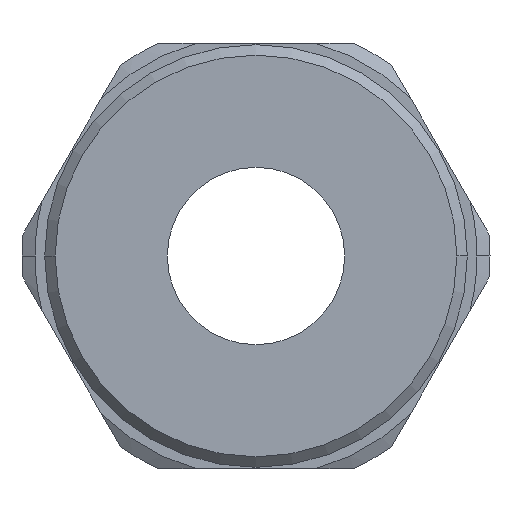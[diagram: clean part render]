
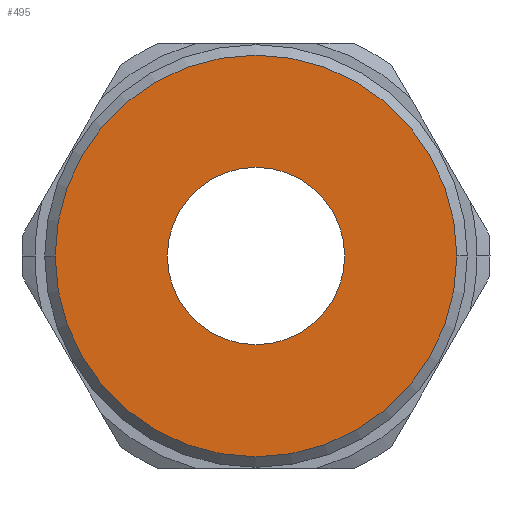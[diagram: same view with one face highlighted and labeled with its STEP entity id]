
A CAD part, left-side view. The second image highlights one B-rep face of the part: STEP entity #495.
In plain terms, the highlighted planar face has unit normal (-1, 0, 0).
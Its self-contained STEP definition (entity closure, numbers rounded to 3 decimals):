
#271 = VERTEX_POINT( '', #781 );
#341 = EDGE_CURVE( '', #721, #271, #858, .T. );
#385 = EDGE_CURVE( '', #599, #513, #907, .T. );
#405 = EDGE_CURVE( '', #271, #721, #930, .T. );
#477 = EDGE_CURVE( '', #513, #599, #1010, .T. );
#495 = ADVANCED_FACE( '', ( #1029, #1030 ), #1031, .T. );
#513 = VERTEX_POINT( '', #1051 );
#599 = VERTEX_POINT( '', #1148 );
#721 = VERTEX_POINT( '', #1282 );
#781 = CARTESIAN_POINT( '', ( 0., -28.328, 0. ) );
#858 = CIRCLE( '', #1466, 28.328 );
#907 = CIRCLE( '', #1564, 12.5 );
#930 = CIRCLE( '', #1603, 28.328 );
#1010 = CIRCLE( '', #1736, 12.5 );
#1029 = FACE_BOUND( '', #1769, .T. );
#1030 = FACE_OUTER_BOUND( '', #1770, .T. );
#1031 = PLANE( '', #1771 );
#1051 = CARTESIAN_POINT( '', ( 0., -12.5, 0. ) );
#1148 = CARTESIAN_POINT( '', ( 0., 12.5, 0. ) );
#1282 = CARTESIAN_POINT( '', ( 0., 28.328, 0. ) );
#1466 = AXIS2_PLACEMENT_3D( '', #2334, #2335, #2336 );
#1564 = AXIS2_PLACEMENT_3D( '', #2403, #2404, #2405 );
#1603 = AXIS2_PLACEMENT_3D( '', #2435, #2436, #2437 );
#1736 = AXIS2_PLACEMENT_3D( '', #2521, #2522, #2523 );
#1769 = EDGE_LOOP( '', ( #2540, #2541 ) );
#1770 = EDGE_LOOP( '', ( #2542, #2543 ) );
#1771 = AXIS2_PLACEMENT_3D( '', #2544, #2545, #2546 );
#2334 = CARTESIAN_POINT( '', ( 0., 0., 0. ) );
#2335 = DIRECTION( '', ( -1., 0., 0. ) );
#2336 = DIRECTION( '', ( 0., 1., 0. ) );
#2403 = CARTESIAN_POINT( '', ( 0., 0., 0. ) );
#2404 = DIRECTION( '', ( -1., 0., 0. ) );
#2405 = DIRECTION( '', ( 0., 1., 0. ) );
#2435 = CARTESIAN_POINT( '', ( 0., 0., 0. ) );
#2436 = DIRECTION( '', ( -1., 0., 0. ) );
#2437 = DIRECTION( '', ( 0., 1., 0. ) );
#2521 = CARTESIAN_POINT( '', ( 0., 0., 0. ) );
#2522 = DIRECTION( '', ( -1., 0., 0. ) );
#2523 = DIRECTION( '', ( 0., 1., 0. ) );
#2540 = ORIENTED_EDGE( '', *, *, #385, .F. );
#2541 = ORIENTED_EDGE( '', *, *, #477, .F. );
#2542 = ORIENTED_EDGE( '', *, *, #341, .T. );
#2543 = ORIENTED_EDGE( '', *, *, #405, .T. );
#2544 = CARTESIAN_POINT( '', ( 0., 20.414, 0. ) );
#2545 = DIRECTION( '', ( -1., 0., 0. ) );
#2546 = DIRECTION( '', ( 0., 1., 0. ) );
